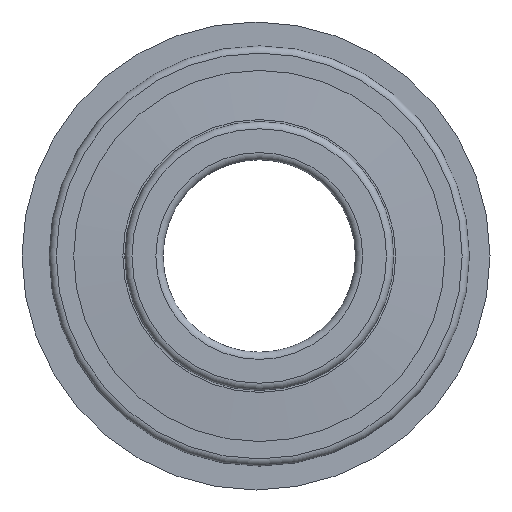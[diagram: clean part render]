
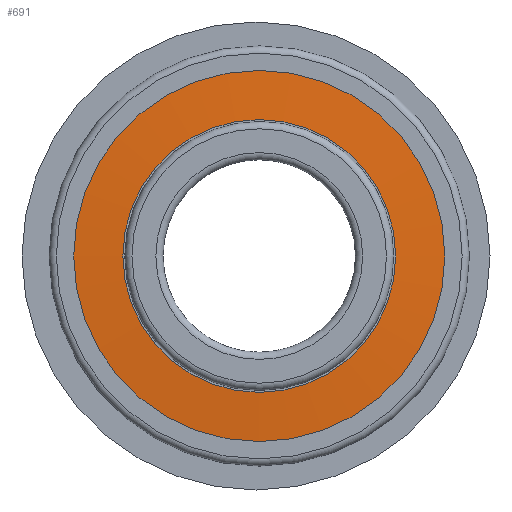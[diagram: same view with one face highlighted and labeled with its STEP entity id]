
A CAD part, left-side view. The second image highlights one B-rep face of the part: STEP entity #691.
In plain terms, the highlighted conical face has half-angle 86.452 degrees and reference radius 19.92 mm.
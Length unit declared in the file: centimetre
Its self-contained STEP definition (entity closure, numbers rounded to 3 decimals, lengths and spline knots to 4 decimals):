
#24=CONICAL_SURFACE('',#947,1.992,1.509);
#197=CIRCLE('',#945,1.6878);
#199=CIRCLE('',#948,2.2962);
#251=EDGE_CURVE('',#521,#521,#197,.T.);
#253=EDGE_CURVE('',#523,#523,#199,.T.);
#351=ORIENTED_EDGE('',*,*,#253,.F.);
#352=ORIENTED_EDGE('',*,*,#251,.T.);
#445=EDGE_LOOP('',(#351));
#446=EDGE_LOOP('',(#352));
#521=VERTEX_POINT('',#1468);
#523=VERTEX_POINT('',#1473);
#617=FACE_BOUND('',#445,.T.);
#618=FACE_BOUND('',#446,.T.);
#691=ADVANCED_FACE('',(#617,#618),#24,.T.);
#827=DIRECTION('',(1.,0.,0.));
#828=DIRECTION('',(0.,1.688,0.));
#831=DIRECTION('',(1.,0.,0.));
#832=DIRECTION('',(0.,1.992,0.));
#833=DIRECTION('',(1.,0.,0.));
#834=DIRECTION('',(0.,2.296,0.));
#945=AXIS2_PLACEMENT_3D('',#1467,#827,#828);
#947=AXIS2_PLACEMENT_3D('',#1471,#831,#832);
#948=AXIS2_PLACEMENT_3D('',#1472,#833,#834);
#1467=CARTESIAN_POINT('',(-1.0182,0.,0.));
#1468=CARTESIAN_POINT('',(-1.0182,1.6878,0.));
#1471=CARTESIAN_POINT('',(-0.9993,0.,0.));
#1472=CARTESIAN_POINT('',(-0.9804,0.,0.));
#1473=CARTESIAN_POINT('',(-0.9804,2.2962,0.));
